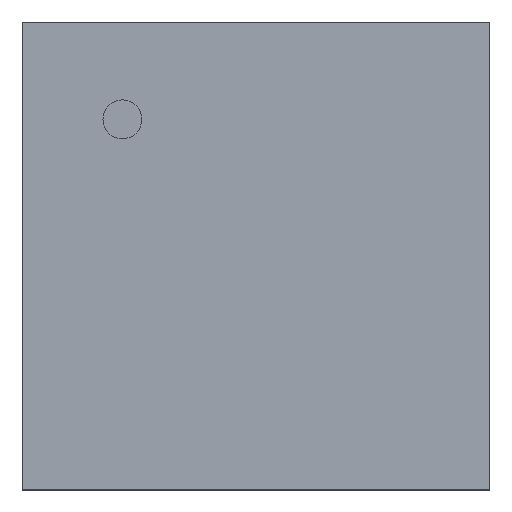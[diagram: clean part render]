
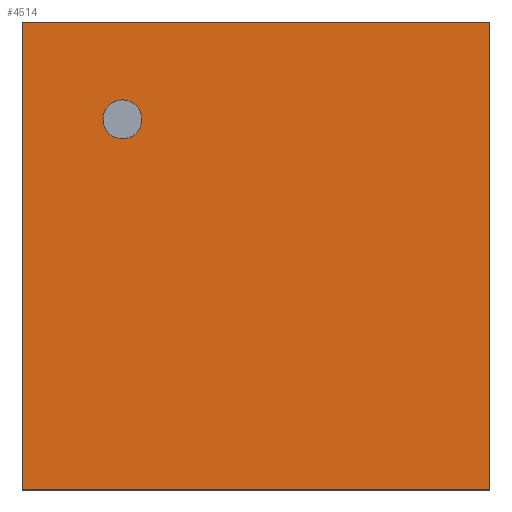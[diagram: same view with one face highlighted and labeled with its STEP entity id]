
A CAD part, top view. The second image highlights one B-rep face of the part: STEP entity #4514.
In plain terms, the highlighted planar face has unit normal (0, 0, 1).
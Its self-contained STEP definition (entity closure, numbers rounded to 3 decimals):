
#159 = DIRECTION ( 'NONE',  ( 1., 0., 0. ) ) ;
#218 = EDGE_CURVE ( 'NONE', #1526, #4641, #3494, .T. ) ;
#224 = CARTESIAN_POINT ( 'NONE',  ( 0., 0., 1.938 ) ) ;
#266 = CARTESIAN_POINT ( 'NONE',  ( 0., 3., 1.938 ) ) ;
#283 = DIRECTION ( 'NONE',  ( 1., 0., 0. ) ) ;
#496 = ORIENTED_EDGE ( 'NONE', *, *, #3034, .T. ) ;
#603 = DIRECTION ( 'NONE',  ( 0., 1., 0. ) ) ;
#607 = CARTESIAN_POINT ( 'NONE',  ( 0.768, 2.375, 1.938 ) ) ;
#661 = ORIENTED_EDGE ( 'NONE', *, *, #3495, .T. ) ;
#683 = CIRCLE ( 'NONE', #4386, 0.125 ) ;
#712 = EDGE_CURVE ( 'NONE', #4096, #4763, #2142, .T. ) ;
#732 = CARTESIAN_POINT ( 'NONE',  ( 0., 0., 1.938 ) ) ;
#1094 = DIRECTION ( 'NONE',  ( 0., 0., 1. ) ) ;
#1116 = CARTESIAN_POINT ( 'NONE',  ( 0., 0., 1.938 ) ) ;
#1119 = DIRECTION ( 'NONE',  ( 0., 0., 1. ) ) ;
#1175 = LINE ( 'NONE', #224, #2330 ) ;
#1194 = EDGE_CURVE ( 'NONE', #3094, #3165, #1774, .T. ) ;
#1216 = FACE_OUTER_BOUND ( 'NONE', #3697, .T. ) ;
#1233 = ORIENTED_EDGE ( 'NONE', *, *, #1194, .F. ) ;
#1242 = AXIS2_PLACEMENT_3D ( 'NONE', #1308, #3950, #159 ) ;
#1308 = CARTESIAN_POINT ( 'NONE',  ( 0.643, 2.375, 1.938 ) ) ;
#1526 = VERTEX_POINT ( 'NONE', #732 ) ;
#1774 = CIRCLE ( 'NONE', #1242, 0.125 ) ;
#2142 = LINE ( 'NONE', #2918, #4356 ) ;
#2212 = DIRECTION ( 'NONE',  ( -1., 0., 0. ) ) ;
#2288 = CARTESIAN_POINT ( 'NONE',  ( 3., 3., 1.938 ) ) ;
#2310 = FACE_BOUND ( 'NONE', #3875, .T. ) ;
#2330 = VECTOR ( 'NONE', #4039, 1000. ) ;
#2484 = CARTESIAN_POINT ( 'NONE',  ( 3., 0., 1.938 ) ) ;
#2545 = PLANE ( 'NONE',  #4456 ) ;
#2752 = ORIENTED_EDGE ( 'NONE', *, *, #712, .T. ) ;
#2918 = CARTESIAN_POINT ( 'NONE',  ( 0., 3., 1.938 ) ) ;
#3034 = EDGE_CURVE ( 'NONE', #4763, #1526, #1175, .T. ) ;
#3094 = VERTEX_POINT ( 'NONE', #607 ) ;
#3165 = VERTEX_POINT ( 'NONE', #3306 ) ;
#3306 = CARTESIAN_POINT ( 'NONE',  ( 0.518, 2.375, 1.938 ) ) ;
#3320 = DIRECTION ( 'NONE',  ( 1., 0., 0. ) ) ;
#3494 = LINE ( 'NONE', #1116, #3742 ) ;
#3495 = EDGE_CURVE ( 'NONE', #4641, #4096, #4139, .T. ) ;
#3679 = EDGE_CURVE ( 'NONE', #3165, #3094, #683, .T. ) ;
#3697 = EDGE_LOOP ( 'NONE', ( #496, #3786, #661, #2752 ) ) ;
#3742 = VECTOR ( 'NONE', #283, 1000. ) ;
#3786 = ORIENTED_EDGE ( 'NONE', *, *, #218, .T. ) ;
#3875 = EDGE_LOOP ( 'NONE', ( #1233, #4212 ) ) ;
#3950 = DIRECTION ( 'NONE',  ( 0., 0., 1. ) ) ;
#4004 = CARTESIAN_POINT ( 'NONE',  ( 0., 0., 1.938 ) ) ;
#4039 = DIRECTION ( 'NONE',  ( 0., -1., 0. ) ) ;
#4055 = DIRECTION ( 'NONE',  ( 1., 0., 0. ) ) ;
#4096 = VERTEX_POINT ( 'NONE', #2288 ) ;
#4139 = LINE ( 'NONE', #2484, #4419 ) ;
#4212 = ORIENTED_EDGE ( 'NONE', *, *, #3679, .F. ) ;
#4356 = VECTOR ( 'NONE', #2212, 1000. ) ;
#4386 = AXIS2_PLACEMENT_3D ( 'NONE', #4475, #1094, #3320 ) ;
#4419 = VECTOR ( 'NONE', #603, 1000. ) ;
#4456 = AXIS2_PLACEMENT_3D ( 'NONE', #4004, #1119, #4055 ) ;
#4475 = CARTESIAN_POINT ( 'NONE',  ( 0.643, 2.375, 1.938 ) ) ;
#4514 = ADVANCED_FACE ( 'NONE', ( #2310, #1216 ), #2545, .T. ) ;
#4641 = VERTEX_POINT ( 'NONE', #4665 ) ;
#4665 = CARTESIAN_POINT ( 'NONE',  ( 3., 0., 1.938 ) ) ;
#4763 = VERTEX_POINT ( 'NONE', #266 ) ;
